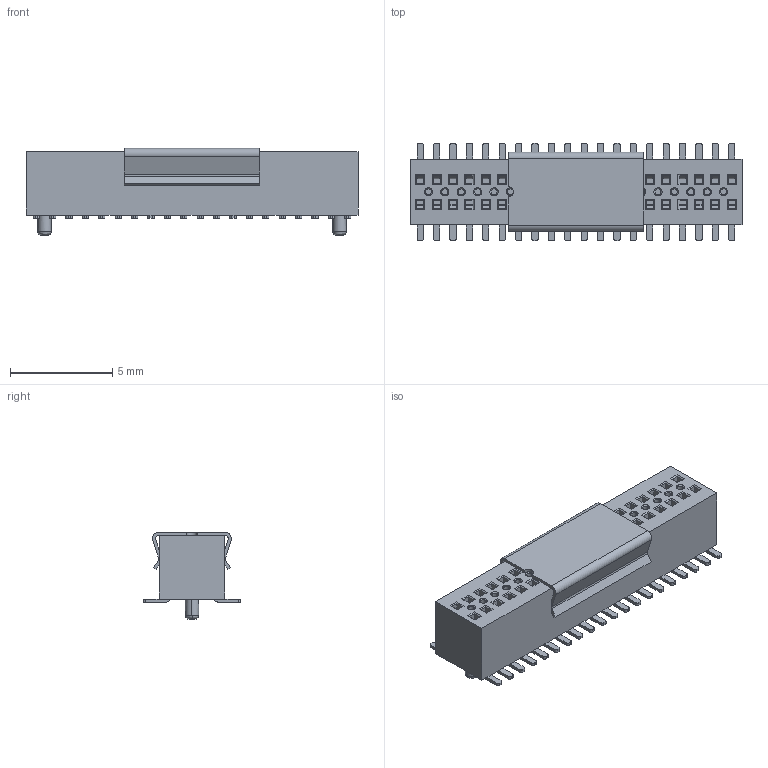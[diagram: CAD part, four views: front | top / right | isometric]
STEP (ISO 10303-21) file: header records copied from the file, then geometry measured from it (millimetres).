
FILE_DESCRIPTION( ('This file contains a STEP AP42 implementation' ,'as created by ZW3D STEP Interface translator.') ,'2;1' );
FILE_NAME( '2631-2XXMXXXTNR2.stp' ,'23 411.164230', (''), ('ZWCAD Software Co.'), 'Version 1.0', 'ZW3D to STEP translator', '' );
FILE_SCHEMA(('AUTOMOTIVE_DESIGN { 1 0 10303 214 1 1 1 1 }'));
Length unit declared in the file: millimetre
Products named in the file (2): 0; 2631-2XXMXXXTNR2
Bounding box: 16.2 x 4.76 x 4.25 mm (x, y, z)
Volume: 140.9 mm3; surface area: 690.3 mm2
Topology: 1 solids, 41 shells, 2252 faces, 5990 edges, 3859 vertices
Faces by surface type: plane 1653, bspline 250, cylinder 241, cone 108
Entity records: 95722 total; most frequent: CARTESIAN_POINT 49702, ORIENTED_EDGE 11972, EDGE_CURVE 5986, B_SPLINE_CURVE_WITH_KNOTS 5510, DIRECTION 4502, VERTEX_POINT 3850, EDGE_LOOP 2290, FACE_OUTER_BOUND 2252
